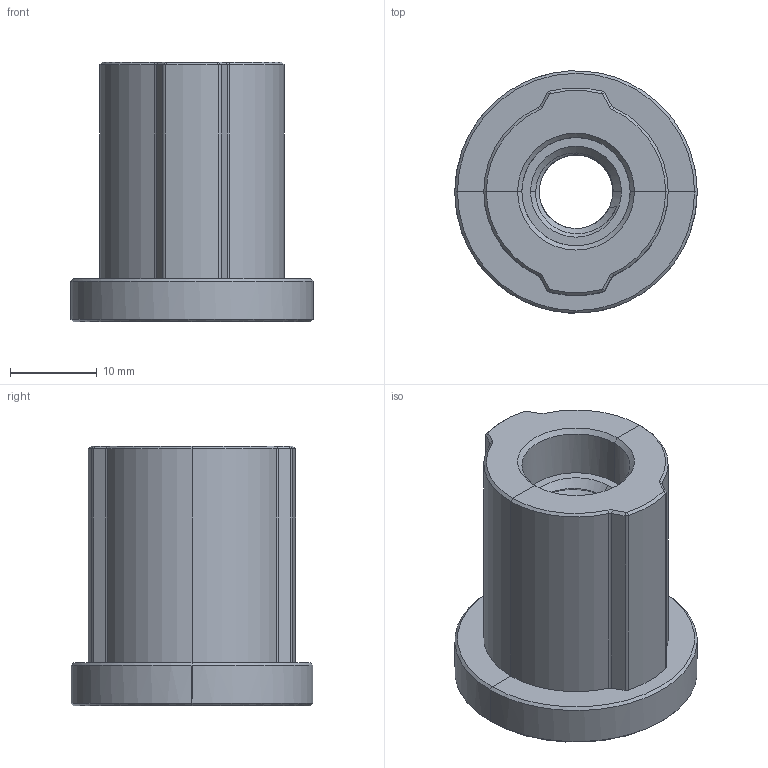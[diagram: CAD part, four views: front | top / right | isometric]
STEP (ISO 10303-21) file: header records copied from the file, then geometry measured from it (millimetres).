
FILE_DESCRIPTION (( 'STEP AP214' ), '1' );
FILE_NAME ('B375 Àäàïòåð ê òðóáíîìó ïðîôèëþ Ô28 äëÿ êðåïëåíèÿ îïîð Ì12.STEP', '2024-02-02T09:36:37', ( '' ), ( '' ), 'SwSTEP 2.0', 'SolidWorks 2022', '' );
FILE_SCHEMA (( 'AUTOMOTIVE_DESIGN' ));
Length unit declared in the file: millimetre
Products named in the file (1): B375 Адаптер к трубному профилю Ф28 для крепления опор М12
Bounding box: 28 x 27.95 x 30 mm (x, y, z)
Volume: 8838.4 mm3; surface area: 6223.8 mm2
Topology: 3 solids, 3 shells, 110 faces, 282 edges, 178 vertices
Faces by surface type: cone 42, plane 34, cylinder 28, bspline 6
Entity records: 6104 total; most frequent: CARTESIAN_POINT 2317, ORIENTED_EDGE 564, DIRECTION 471, EDGE_CURVE 282, AXIS2_PLACEMENT_3D 179, VERTEX_POINT 178, UNCERTAINTY_MEASURE_WITH_UNIT 115, MECHANICAL_DESIGN_GEOMETRIC_PRESENTATION_REPRESENTATION 114
